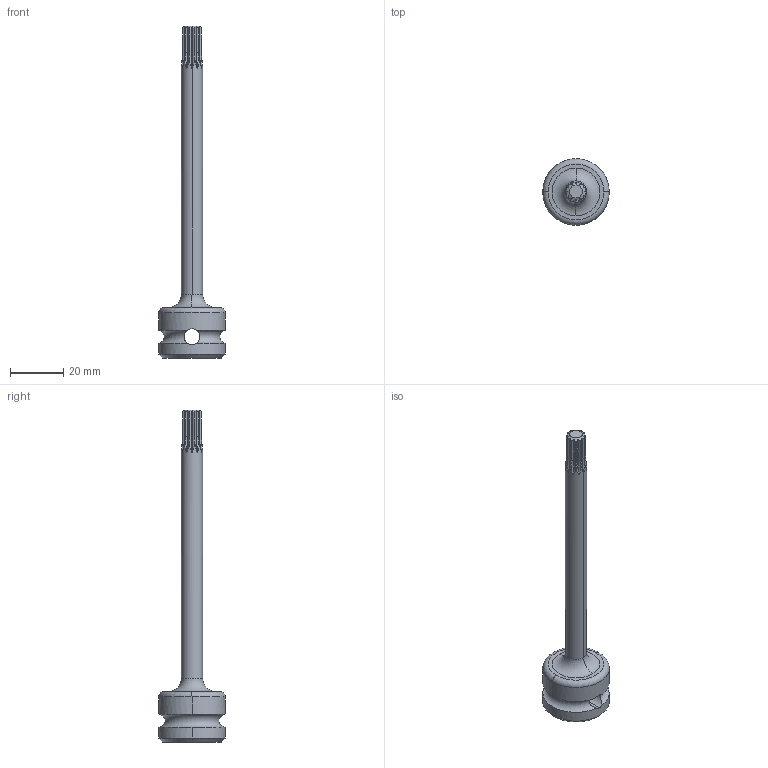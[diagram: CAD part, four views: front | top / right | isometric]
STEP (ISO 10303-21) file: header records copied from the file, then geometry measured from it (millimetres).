
FILE_DESCRIPTION((''),'2;1');
FILE_NAME('4027132508','2024-01-08T10:26:03',('a00565553'),(''),'CREO PARAMETRIC BY PTC INC, 2022414','CREO PARAMETRIC BY PTC INC, 2022414','');
FILE_SCHEMA(('CONFIG_CONTROL_DESIGN','GEOMETRIC_VALIDATION_PROPERTIES_MIM'));
Length unit declared in the file: millimetre
Products named in the file (1): 4027132508
Bounding box: 25 x 25 x 125 mm (x, y, z)
Volume: 10978.7 mm3; surface area: 5844.5 mm2
Topology: 1 solids, 1 shells, 138 faces, 349 edges, 212 vertices
Faces by surface type: cylinder 39, plane 37, cone 32, torus 30
Entity records: 4515 total; most frequent: CARTESIAN_POINT 1180, ORIENTED_EDGE 698, DIRECTION 660, EDGE_CURVE 349, AXIS2_PLACEMENT_3D 276, VERTEX_POINT 212, EDGE_LOOP 141, FACE_OUTER_BOUND 138
